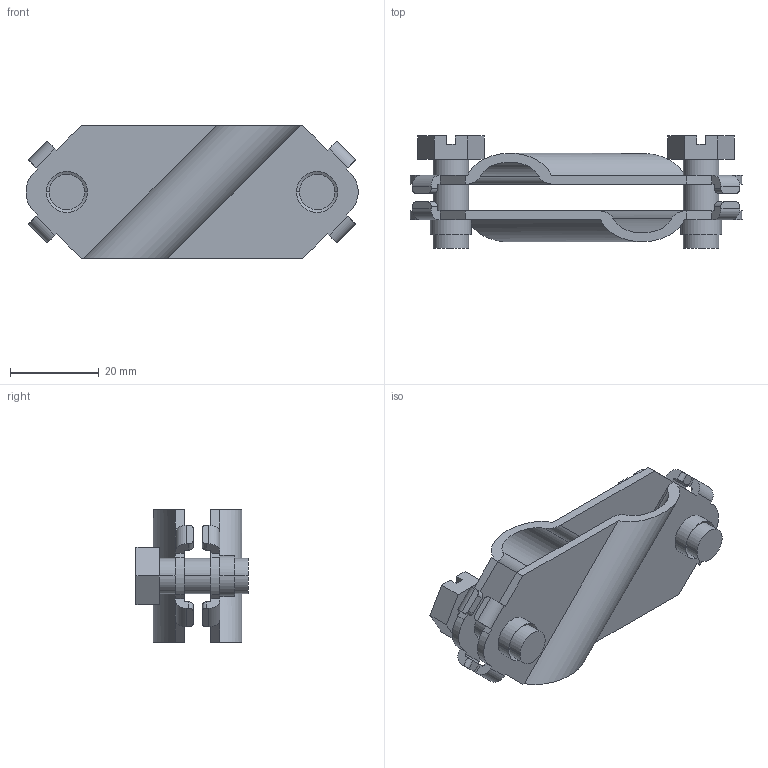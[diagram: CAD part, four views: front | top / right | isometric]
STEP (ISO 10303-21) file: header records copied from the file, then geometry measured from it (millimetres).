
FILE_DESCRIPTION (( 'STEP AP214' ), '1' );
FILE_NAME ('5312922.stp', '2023-04-11T12:50:42', ( '' ), ( '' ), 'SwSTEP 2.0', 'SolidWorks 2022', '' );
FILE_SCHEMA (( 'AUTOMOTIVE_DESIGN' ));
Length unit declared in the file: millimetre
Products named in the file (1): 5312922
Bounding box: 74.95 x 25.3 x 30 mm (x, y, z)
Volume: 12182.4 mm3; surface area: 12069.2 mm2
Topology: 4 solids, 4 shells, 170 faces, 460 edges, 300 vertices
Faces by surface type: plane 94, cylinder 64, cone 8, torus 4
Entity records: 6945 total; most frequent: CARTESIAN_POINT 979, ORIENTED_EDGE 920, DIRECTION 910, EDGE_CURVE 460, LINE 320, VECTOR 320, VERTEX_POINT 300, AXIS2_PLACEMENT_3D 295
